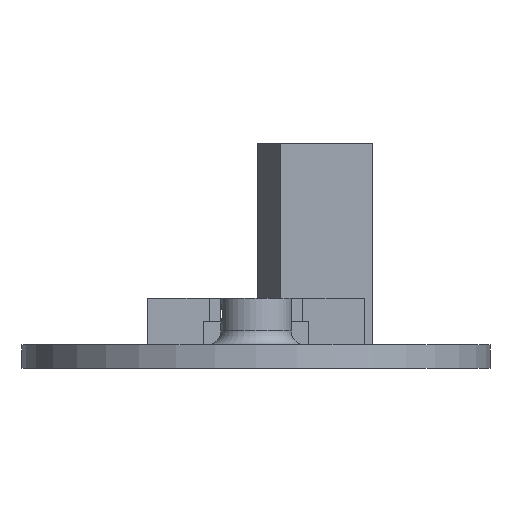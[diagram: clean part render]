
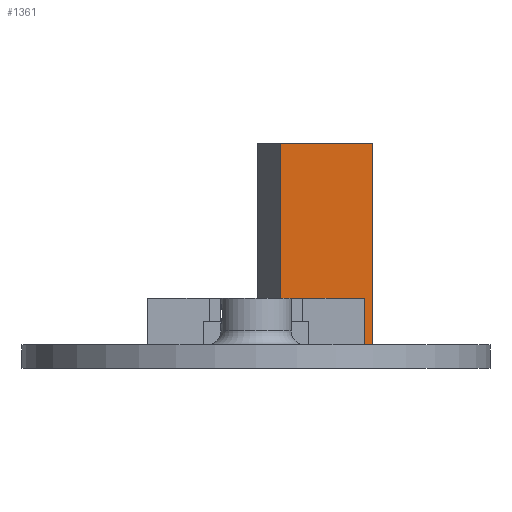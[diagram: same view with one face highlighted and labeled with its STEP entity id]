
A CAD part, left-side view. The second image highlights one B-rep face of the part: STEP entity #1361.
In plain terms, the highlighted planar face has unit normal (-1, 0, 0).
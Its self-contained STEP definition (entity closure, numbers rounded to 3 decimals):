
#46=PLANE('',#1467);
#164=FACE_OUTER_BOUND('',#246,.T.);
#246=EDGE_LOOP('',(#1047,#1048,#1049,#1050));
#345=LINE('',#2097,#504);
#347=LINE('',#2101,#506);
#348=LINE('',#2103,#507);
#349=LINE('',#2104,#508);
#504=VECTOR('',#1649,10.);
#506=VECTOR('',#1653,10.);
#507=VECTOR('',#1654,10.);
#508=VECTOR('',#1655,10.);
#671=VERTEX_POINT('',#2094);
#672=VERTEX_POINT('',#2096);
#673=VERTEX_POINT('',#2100);
#674=VERTEX_POINT('',#2102);
#810=EDGE_CURVE('',#672,#671,#345,.T.);
#812=EDGE_CURVE('',#672,#673,#347,.T.);
#813=EDGE_CURVE('',#674,#671,#348,.T.);
#814=EDGE_CURVE('',#673,#674,#349,.T.);
#1047=ORIENTED_EDGE('',*,*,#812,.F.);
#1048=ORIENTED_EDGE('',*,*,#810,.T.);
#1049=ORIENTED_EDGE('',*,*,#813,.F.);
#1050=ORIENTED_EDGE('',*,*,#814,.F.);
#1361=ADVANCED_FACE('',(#164),#46,.T.);
#1467=AXIS2_PLACEMENT_3D('',#2099,#1651,#1652);
#1649=DIRECTION('',(0.,0.,1.));
#1651=DIRECTION('center_axis',(-1.,0.,0.));
#1652=DIRECTION('ref_axis',(0.,-1.,0.));
#1653=DIRECTION('',(0.,1.,0.));
#1654=DIRECTION('',(0.,-1.,0.));
#1655=DIRECTION('',(0.,0.,1.));
#2094=CARTESIAN_POINT('',(164.355,-24.81,48.));
#2096=CARTESIAN_POINT('',(164.355,-24.81,5.));
#2097=CARTESIAN_POINT('',(164.355,-24.81,0.));
#2099=CARTESIAN_POINT('Origin',(164.355,-5.266,0.));
#2100=CARTESIAN_POINT('',(164.355,-5.266,5.));
#2101=CARTESIAN_POINT('',(164.355,-5.266,5.));
#2102=CARTESIAN_POINT('',(164.355,-5.266,48.));
#2103=CARTESIAN_POINT('',(164.355,-5.266,48.));
#2104=CARTESIAN_POINT('',(164.355,-5.266,0.));
